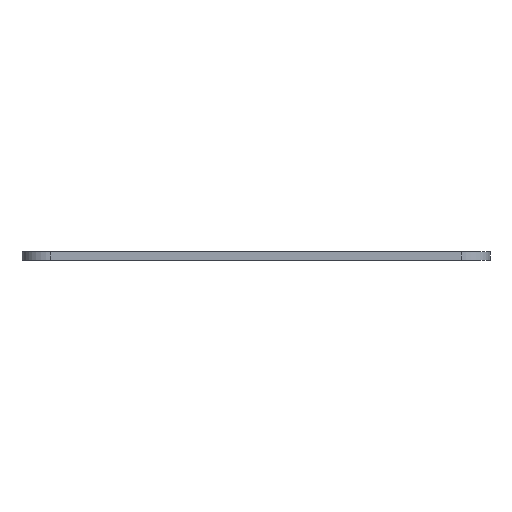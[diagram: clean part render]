
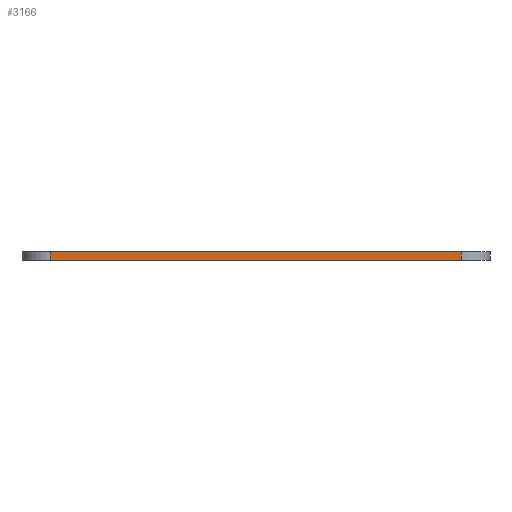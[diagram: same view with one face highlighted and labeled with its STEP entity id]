
A CAD part, left-side view. The second image highlights one B-rep face of the part: STEP entity #3166.
In plain terms, the highlighted planar face has unit normal (-1, 0, 0).
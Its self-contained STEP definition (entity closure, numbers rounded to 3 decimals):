
#124=PLANE('',#3492);
#280=FACE_OUTER_BOUND('',#453,.T.);
#453=EDGE_LOOP('',(#2773,#2774,#2775,#2776));
#481=LINE('',#4459,#787);
#561=LINE('',#4769,#867);
#565=LINE('',#4778,#871);
#777=LINE('',#5350,#1083);
#787=VECTOR('',#3521,10.);
#867=VECTOR('',#3763,10.);
#871=VECTOR('',#3773,10.);
#1083=VECTOR('',#4421,10.);
#1254=VERTEX_POINT('',#4456);
#1255=VERTEX_POINT('',#4458);
#1404=VERTEX_POINT('',#4767);
#1406=VERTEX_POINT('',#4776);
#1563=EDGE_CURVE('',#1254,#1255,#481,.T.);
#1718=EDGE_CURVE('',#1404,#1254,#561,.T.);
#1723=EDGE_CURVE('',#1255,#1406,#565,.T.);
#2009=EDGE_CURVE('',#1406,#1404,#777,.T.);
#2773=ORIENTED_EDGE('',*,*,#1718,.F.);
#2774=ORIENTED_EDGE('',*,*,#2009,.F.);
#2775=ORIENTED_EDGE('',*,*,#1723,.F.);
#2776=ORIENTED_EDGE('',*,*,#1563,.F.);
#3166=ADVANCED_FACE('',(#280),#124,.T.);
#3492=AXIS2_PLACEMENT_3D('',#5349,#4419,#4420);
#3521=DIRECTION('',(0.,1.,0.));
#3763=DIRECTION('',(0.,0.,-1.));
#3773=DIRECTION('',(0.,0.,1.));
#4419=DIRECTION('center_axis',(-1.,0.,0.));
#4420=DIRECTION('ref_axis',(0.,-1.,0.));
#4421=DIRECTION('',(0.,-1.,0.));
#4456=CARTESIAN_POINT('',(-12.214,-64.046,0.));
#4458=CARTESIAN_POINT('',(-12.214,7.848,0.));
#4459=CARTESIAN_POINT('',(-12.214,-69.046,0.));
#4767=CARTESIAN_POINT('',(-12.214,-64.046,1.5));
#4769=CARTESIAN_POINT('',(-12.214,-64.046,0.));
#4776=CARTESIAN_POINT('',(-12.214,7.848,1.5));
#4778=CARTESIAN_POINT('',(-12.214,7.848,0.));
#5349=CARTESIAN_POINT('Origin',(-12.214,12.848,0.));
#5350=CARTESIAN_POINT('',(-12.214,-69.046,1.5));
